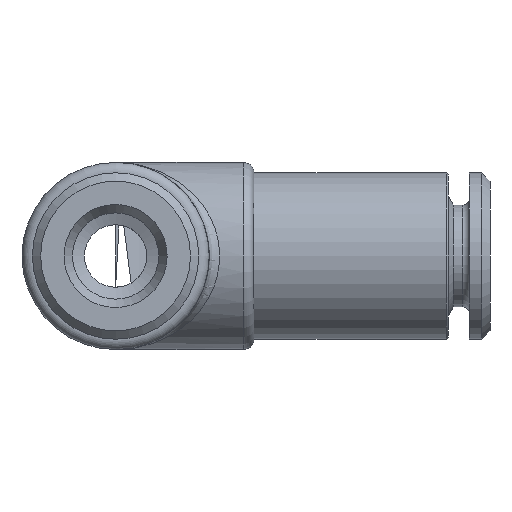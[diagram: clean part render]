
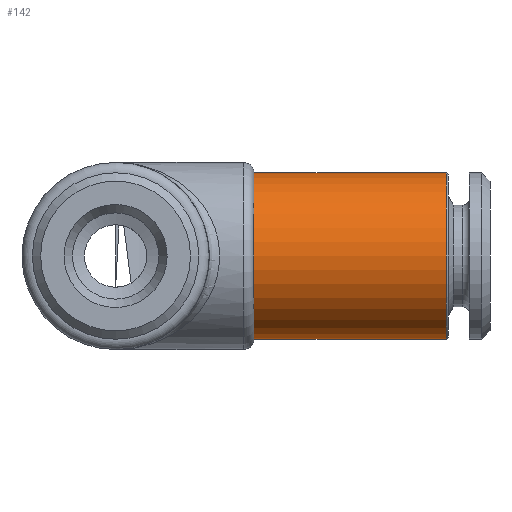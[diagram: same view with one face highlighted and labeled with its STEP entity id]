
A CAD part, left-side view. The second image highlights one B-rep face of the part: STEP entity #142.
In plain terms, the highlighted cylindrical face has radius 4 mm (diameter 8 mm), a full revolution.
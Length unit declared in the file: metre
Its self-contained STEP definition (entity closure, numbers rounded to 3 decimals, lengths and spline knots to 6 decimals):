
#142 = ADVANCED_FACE( 'NONE', ( #326, #327 ), #328, .T. );
#326 = FACE_OUTER_BOUND( '', #609, .T. );
#327 = FACE_OUTER_BOUND( '', #610, .T. );
#328 = CYLINDRICAL_SURFACE( '', #611, 0.004 );
#609 = EDGE_LOOP( '', ( #961 ) );
#610 = EDGE_LOOP( '', ( #962 ) );
#611 = AXIS2_PLACEMENT_3D( '', #963, #964, #965 );
#961 = ORIENTED_EDGE( '', *, *, #1113, .F. );
#962 = ORIENTED_EDGE( '', *, *, #1122, .T. );
#963 = CARTESIAN_POINT( '', ( 0., 0., 0. ) );
#964 = DIRECTION( '', ( 0., -1., 0. ) );
#965 = DIRECTION( '', ( 0., 0., 1. ) );
#1113 = EDGE_CURVE( 'NONE', #1259, #1259, #1260, .T. );
#1122 = EDGE_CURVE( 'NONE', #1271, #1271, #1272, .T. );
#1259 = VERTEX_POINT( '', #1557 );
#1260 = CIRCLE( '', #1558, 0.004 );
#1271 = VERTEX_POINT( '', #1569 );
#1272 = CIRCLE( '', #1570, 0.004 );
#1557 = CARTESIAN_POINT( '', ( 0., -0.006646, 0.004 ) );
#1558 = AXIS2_PLACEMENT_3D( '', #1704, #1705, #1706 );
#1569 = CARTESIAN_POINT( '', ( 0., -0.0159, 0.004 ) );
#1570 = AXIS2_PLACEMENT_3D( '', #1713, #1714, #1715 );
#1704 = CARTESIAN_POINT( '', ( 0., -0.006646, 0. ) );
#1705 = DIRECTION( '', ( 0., 1., 0. ) );
#1706 = DIRECTION( '', ( 0., 0., 1. ) );
#1713 = CARTESIAN_POINT( '', ( 0., -0.0159, 0. ) );
#1714 = DIRECTION( '', ( 0., 1., 0. ) );
#1715 = DIRECTION( '', ( 0., 0., 1. ) );
